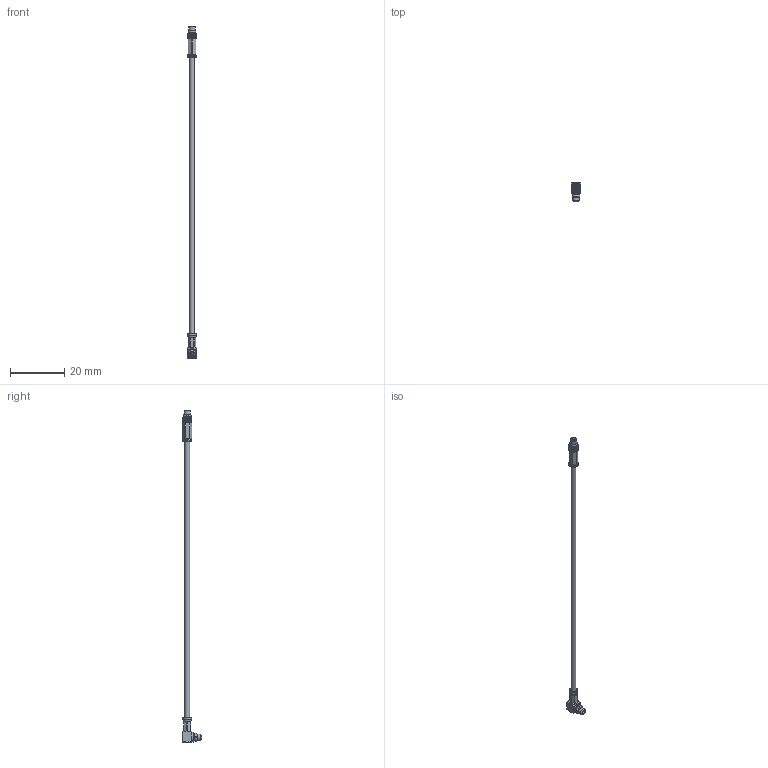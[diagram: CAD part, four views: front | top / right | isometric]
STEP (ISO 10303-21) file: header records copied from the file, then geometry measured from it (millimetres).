
FILE_DESCRIPTION (( 'STEP AP203' ), '1' );
FILE_NAME ('PE34883LF_3D.step', '2021-04-19T16:52:44', ( '' ), ( '' ), 'SwSTEP 2.0', 'SolidWorks 2020', '' );
FILE_SCHEMA (( 'CONFIG_CONTROL_DESIGN' ));
Length unit declared in the file: inch
Products named in the file (4): PE4897^PE34883LF_Crimped; PE34883LF_3D; RG178BU^PE34883LF_RG178B-U; PE4899^PE34883LF_Crimped
Assembly tree (3 placements, depth 2):
  PE34883LF_3D
    RG178BU^PE34883LF_RG178B-U
    PE4897^PE34883LF_Crimped
    PE4899^PE34883LF_Crimped
Bounding box: 3.51 x 7.06 x 122.1 mm (x, y, z)
Volume: 422.3 mm3; surface area: 993.5 mm2
Topology: 5 solids, 5 shells, 1039 faces, 2253 edges, 1245 vertices
Faces by surface type: bspline 722, cylinder 230, plane 68, cone 16, torus 2, sphere 1
Full cylindrical faces by diameter (mm): 0.42 x1, 0.508 x1, 1.016 x1, 1.3 x1, 1.362 x1, 1.62 x1, 1.829 x1, 1.9 x1, 1.945 x1, 1.969 x1, 2.3 x1, 2.312 x3, 2.73 x1, 3.2 x1, 3.246 x1, 3.5 x1, 3.505 x1
Entity records: 34146 total; most frequent: CARTESIAN_POINT 19531, ORIENTED_EDGE 4428, EDGE_CURVE 2214, VERTEX_POINT 1237, EDGE_LOOP 1091, FACE_OUTER_BOUND 1060, ADVANCED_FACE 1039, DIRECTION 1024
